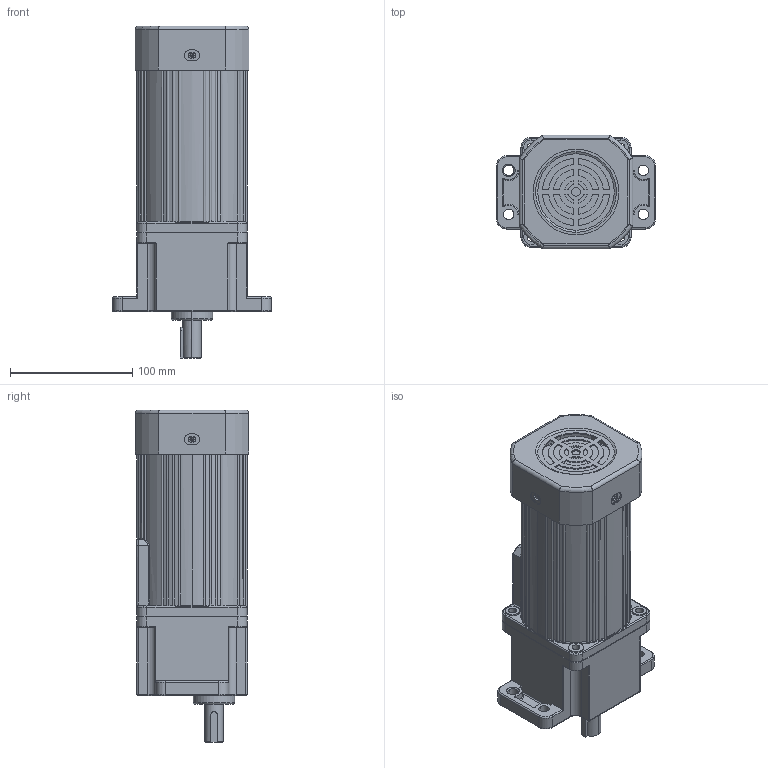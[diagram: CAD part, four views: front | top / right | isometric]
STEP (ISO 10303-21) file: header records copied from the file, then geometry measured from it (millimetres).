
FILE_DESCRIPTION (( 'STEP AP203' ), '1' );
FILE_NAME ('5IK180+5GU3-750K.STEP', '2020-01-10T02:42:20', ( 'Sky123.Org' ), ( 'Sky123.Org' ), 'SwSTEP 2.0', 'SolidWorks 2014', '' );
FILE_SCHEMA (( 'CONFIG_CONTROL_DESIGN' ));
Length unit declared in the file: millimetre
Products named in the file (5): 5IK180A; 90傻瑞欶褲; 5GU3-750K; 5IK180+5GU3-750K
Assembly tree (4 placements, depth 3):
  5IK180+5GU3-750K
    5IK180A
    90傻瑞欶褲
    5GU3-750K
      5GU3-750K
Bounding box: 130 x 93 x 271.5 mm (x, y, z)
Volume: 1498762.2 mm3; surface area: 153213.1 mm2
Topology: 3 solids, 3 shells, 701 faces, 1796 edges, 1105 vertices
Faces by surface type: cylinder 290, plane 172, torus 146, bspline 48, cone 35, sphere 10
Entity records: 26640 total; most frequent: CARTESIAN_POINT 9333, ORIENTED_EDGE 3548, DIRECTION 3545, EDGE_CURVE 1774, AXIS2_PLACEMENT_3D 1443, VERTEX_POINT 1105, EDGE_LOOP 785, CIRCLE 782
